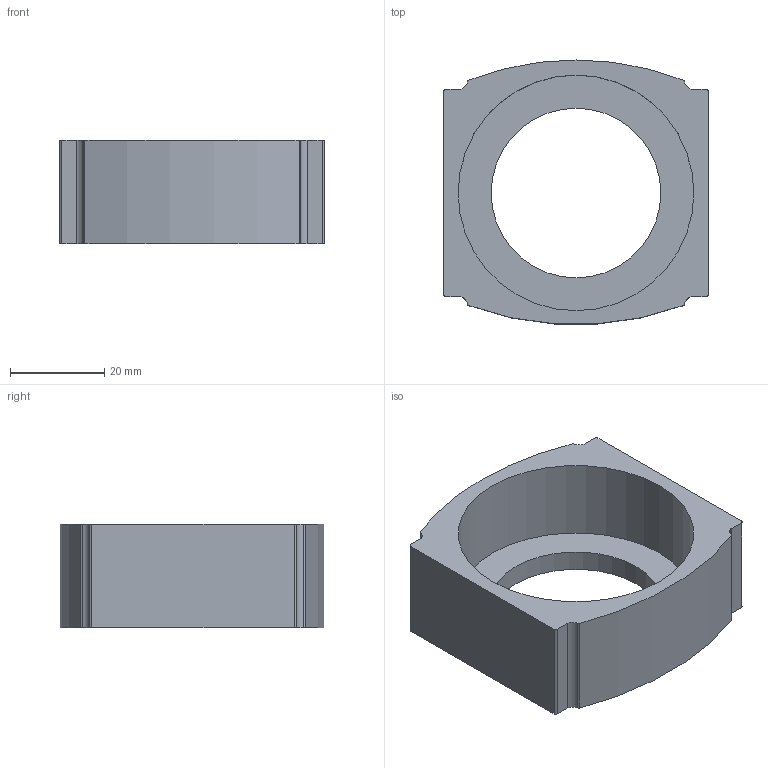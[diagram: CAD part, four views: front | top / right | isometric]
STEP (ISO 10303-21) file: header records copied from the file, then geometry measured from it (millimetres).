
FILE_DESCRIPTION(('FreeCAD Model'),'2;1');
FILE_NAME( 'PBUS-AirRegulatorBase.step', '2019-05-25T22:15:36',('Author'),(''), 'Open CASCADE STEP processor 7.3','FreeCAD','Unknown');
FILE_SCHEMA(('AUTOMOTIVE_DESIGN { 1 0 10303 214 1 1 1 1 }'));
Length unit declared in the file: millimetre
Products named in the file (1): Body
Bounding box: 56.2 x 55.98 x 22 mm (x, y, z)
Volume: 24964.2 mm3; surface area: 11551 mm2
Topology: 1 solids, 1 shells, 29 faces, 78 edges, 52 vertices
Faces by surface type: cylinder 16, plane 9, bspline 4
Full cylindrical faces by diameter (mm): 36 x1, 50 x1
Entity records: 2245 total; most frequent: CARTESIAN_POINT 712, DIRECTION 272, ORIENTED_EDGE 156, PCURVE 156, DEFINITIONAL_REPRESENTATION 156, LINE 130, VECTOR 130, EDGE_CURVE 78
